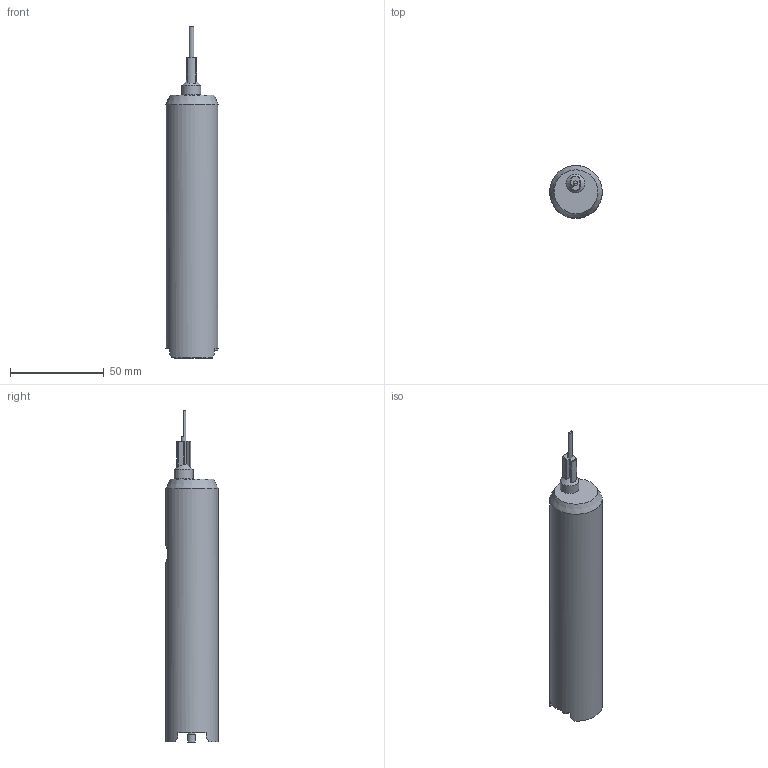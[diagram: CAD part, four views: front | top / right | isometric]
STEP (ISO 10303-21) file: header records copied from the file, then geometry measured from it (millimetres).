
FILE_DESCRIPTION(/* description */ ('STEP AP242 Edition 2','CAx-IF Rec.Pracs.---Representation and Presentation of Product Manufacturing Information (PMI)---4.0---2014-10-13','CAx-IF Rec.Pracs.---3D Tessellated Geometry---0.4---2014-09-14','2;1','CAx-IF Rec.Pracs.---User Defined Attributes---1.5---2016-08-15'),/* implementation_level */ '2;1');
FILE_NAME(/* name */ '694fadf493d8336f62c89655',/* time_stamp */ '2025-12-27T09:59:17Z',/* author */ (''),/* organization */ (''),/* preprocessor_version */ 'ST-DEVELOPER v20',/* originating_system */ 'ONSHAPE BY PTC INC, 1.208',/* authorisation */ ' ');
FILE_SCHEMA (('AP242_MANAGED_MODEL_BASED_3D_ENGINEERING_MIM_LF { 1 0 10303 442 3 1 4 }'));
Length unit declared in the file: metre
Products named in the file (7): Assembly 1; W4bN-Board; Part 1; OralB_Bracket
Assembly tree (6 placements, depth 2):
  Assembly 1
    W4bN-Board
    Part 1
    Part 1
    Part 1
    OralB_Bracket
    Part 1
Bounding box: 27.97 x 28 x 176.86 mm (x, y, z)
Volume: 66657.8 mm3; surface area: 35597.8 mm2
Topology: 6 solids, 6 shells, 97 faces, 227 edges, 144 vertices
Faces by surface type: cylinder 44, plane 43, torus 8, cone 2
Full cylindrical faces by diameter (mm): 1.1 x13, 1.5 x1, 1.524 x1, 2.5 x1, 5.1 x1, 9 x1, 10 x2, 21 x1, 24 x1, 28 x1
Entity records: 3055 total; most frequent: CARTESIAN_POINT 574, DIRECTION 464, ORIENTED_EDGE 400, EDGE_CURVE 200, AXIS2_PLACEMENT_3D 191, EDGE_LOOP 158, FACE_BOUND 158, VERTEX_POINT 142
